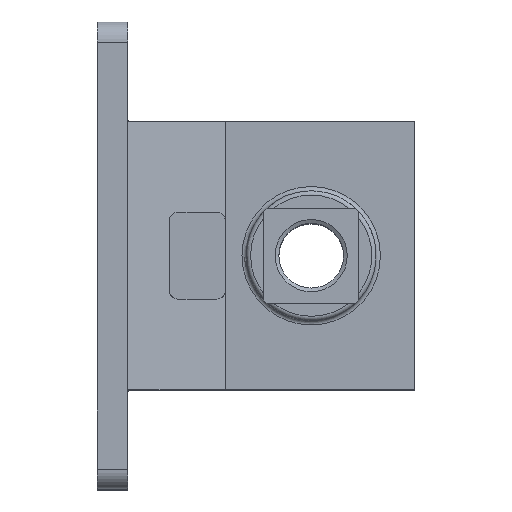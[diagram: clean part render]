
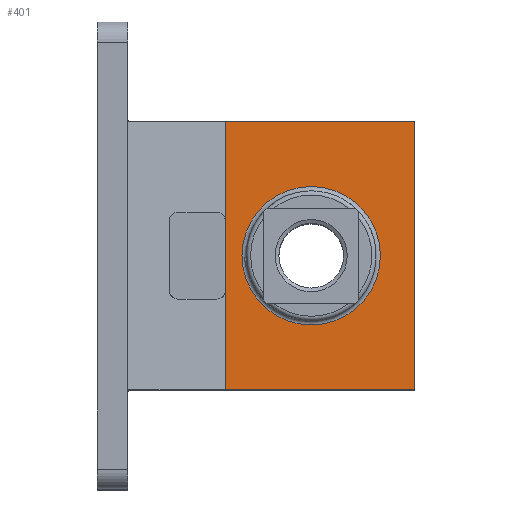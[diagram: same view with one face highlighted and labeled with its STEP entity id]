
A CAD part, top view. The second image highlights one B-rep face of the part: STEP entity #401.
In plain terms, the highlighted planar face has unit normal (0, 0, 1).
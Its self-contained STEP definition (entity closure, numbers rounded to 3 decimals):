
#401 = ADVANCED_FACE( '', ( #827, #828 ), #829, .T. );
#827 = FACE_BOUND( '', #1617, .T. );
#828 = FACE_OUTER_BOUND( '', #1618, .T. );
#829 = PLANE( '', #1619 );
#1617 = EDGE_LOOP( '', ( #2778 ) );
#1618 = EDGE_LOOP( '', ( #2779, #2780, #2781, #2782 ) );
#1619 = AXIS2_PLACEMENT_3D( '', #2783, #2784, #2785 );
#2778 = ORIENTED_EDGE( '', *, *, #5310, .T. );
#2779 = ORIENTED_EDGE( '', *, *, #5311, .F. );
#2780 = ORIENTED_EDGE( '', *, *, #5312, .F. );
#2781 = ORIENTED_EDGE( '', *, *, #5313, .T. );
#2782 = ORIENTED_EDGE( '', *, *, #5307, .T. );
#2783 = CARTESIAN_POINT( '', ( 73.3, 31., 3.1 ) );
#2784 = DIRECTION( '', ( 0., 0., 1. ) );
#2785 = DIRECTION( '', ( 1., 0., 0. ) );
#5307 = EDGE_CURVE( '', #6350, #6348, #6351, .T. );
#5310 = EDGE_CURVE( '', #6354, #6354, #6355, .T. );
#5311 = EDGE_CURVE( '', #6356, #6348, #6357, .T. );
#5312 = EDGE_CURVE( '', #6358, #6356, #6359, .T. );
#5313 = EDGE_CURVE( '', #6358, #6350, #6360, .T. );
#6348 = VERTEX_POINT( '', #8046 );
#6350 = VERTEX_POINT( '', #8049 );
#6351 = LINE( '', #8050, #8051 );
#6354 = VERTEX_POINT( '', #8056 );
#6355 = CIRCLE( '', #8057, 15.99 );
#6356 = VERTEX_POINT( '', #8058 );
#6357 = LINE( '', #8059, #8060 );
#6358 = VERTEX_POINT( '', #8061 );
#6359 = LINE( '', #8062, #8063 );
#6360 = LINE( '', #8064, #8065 );
#8046 = CARTESIAN_POINT( '', ( 29.582, -31., 3.1 ) );
#8049 = CARTESIAN_POINT( '', ( 29.582, 31., 3.1 ) );
#8050 = CARTESIAN_POINT( '', ( 29.582, 31., 3.1 ) );
#8051 = VECTOR( '', #10009, 1000. );
#8056 = CARTESIAN_POINT( '', ( 33.41, 0., 3.1 ) );
#8057 = AXIS2_PLACEMENT_3D( '', #10012, #10013, #10014 );
#8058 = CARTESIAN_POINT( '', ( 73.3, -31., 3.1 ) );
#8059 = CARTESIAN_POINT( '', ( 73.3, -31., 3.1 ) );
#8060 = VECTOR( '', #10015, 1000. );
#8061 = CARTESIAN_POINT( '', ( 73.3, 31., 3.1 ) );
#8062 = CARTESIAN_POINT( '', ( 73.3, 31., 3.1 ) );
#8063 = VECTOR( '', #10016, 1000. );
#8064 = CARTESIAN_POINT( '', ( 73.3, 31., 3.1 ) );
#8065 = VECTOR( '', #10017, 1000. );
#10009 = DIRECTION( '', ( 0., -1., 0. ) );
#10012 = CARTESIAN_POINT( '', ( 49.4, 0., 3.1 ) );
#10013 = DIRECTION( '', ( 0., 0., -1. ) );
#10014 = DIRECTION( '', ( -1., 0., 0. ) );
#10015 = DIRECTION( '', ( -1., 0., 0. ) );
#10016 = DIRECTION( '', ( 0., -1., 0. ) );
#10017 = DIRECTION( '', ( -1., 0., 0. ) );
